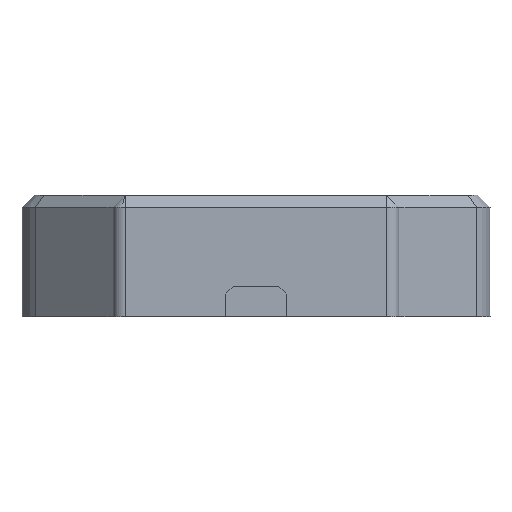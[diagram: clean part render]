
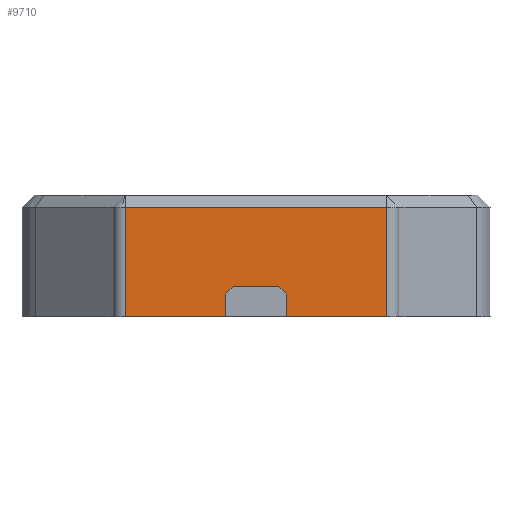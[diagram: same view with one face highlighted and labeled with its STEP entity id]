
A CAD part, left-side view. The second image highlights one B-rep face of the part: STEP entity #9710.
In plain terms, the highlighted planar face has unit normal (-1, 0, 0).
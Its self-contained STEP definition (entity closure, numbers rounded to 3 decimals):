
#848=FACE_OUTER_BOUND('',#1403,.T.);
#1403=EDGE_LOOP('',(#6444,#6445,#6446,#6447,#6448,#6449,#6450,#6451,#6452,
#6453));
#2001=LINE('',#12318,#2974);
#2005=LINE('',#12326,#2978);
#2008=LINE('',#12332,#2981);
#2011=LINE('',#12339,#2984);
#2015=LINE('',#12346,#2988);
#2017=LINE('',#12350,#2990);
#2018=LINE('',#12352,#2991);
#2019=LINE('',#12354,#2992);
#2020=LINE('',#12356,#2993);
#2021=LINE('',#12357,#2994);
#2974=VECTOR('',#10633,10.);
#2978=VECTOR('',#10639,10.);
#2981=VECTOR('',#10644,10.);
#2984=VECTOR('',#10649,10.);
#2988=VECTOR('',#10655,10.);
#2990=VECTOR('',#10659,10.);
#2991=VECTOR('',#10660,10.);
#2992=VECTOR('',#10661,10.);
#2993=VECTOR('',#10662,10.);
#2994=VECTOR('',#10663,10.);
#3947=VERTEX_POINT('',#12316);
#3948=VERTEX_POINT('',#12317);
#3951=VERTEX_POINT('',#12325);
#3953=VERTEX_POINT('',#12331);
#3955=VERTEX_POINT('',#12337);
#3956=VERTEX_POINT('',#12338);
#3959=VERTEX_POINT('',#12349);
#3960=VERTEX_POINT('',#12351);
#3961=VERTEX_POINT('',#12353);
#3962=VERTEX_POINT('',#12355);
#4931=EDGE_CURVE('',#3947,#3948,#2001,.T.);
#4935=EDGE_CURVE('',#3948,#3951,#2005,.T.);
#4938=EDGE_CURVE('',#3951,#3953,#2008,.T.);
#4941=EDGE_CURVE('',#3955,#3956,#2011,.T.);
#4945=EDGE_CURVE('',#3956,#3947,#2015,.T.);
#4947=EDGE_CURVE('',#3959,#3953,#2017,.T.);
#4948=EDGE_CURVE('',#3960,#3959,#2018,.T.);
#4949=EDGE_CURVE('',#3961,#3960,#2019,.T.);
#4950=EDGE_CURVE('',#3962,#3961,#2020,.T.);
#4951=EDGE_CURVE('',#3955,#3962,#2021,.T.);
#6444=ORIENTED_EDGE('',*,*,#4941,.T.);
#6445=ORIENTED_EDGE('',*,*,#4945,.T.);
#6446=ORIENTED_EDGE('',*,*,#4931,.T.);
#6447=ORIENTED_EDGE('',*,*,#4935,.T.);
#6448=ORIENTED_EDGE('',*,*,#4938,.T.);
#6449=ORIENTED_EDGE('',*,*,#4947,.F.);
#6450=ORIENTED_EDGE('',*,*,#4948,.F.);
#6451=ORIENTED_EDGE('',*,*,#4949,.F.);
#6452=ORIENTED_EDGE('',*,*,#4950,.F.);
#6453=ORIENTED_EDGE('',*,*,#4951,.F.);
#9415=PLANE('',#10279);
#9710=ADVANCED_FACE('',(#848),#9415,.T.);
#10279=AXIS2_PLACEMENT_3D('',#12348,#10657,#10658);
#10633=DIRECTION('',(0.,-1.,0.));
#10639=DIRECTION('',(0.,-0.707,-0.707));
#10644=DIRECTION('',(0.,0.,-1.));
#10649=DIRECTION('',(0.,0.,1.));
#10655=DIRECTION('',(0.,-0.707,0.707));
#10657=DIRECTION('center_axis',(-1.,0.,0.));
#10658=DIRECTION('ref_axis',(0.,-1.,0.));
#10659=DIRECTION('',(0.,1.,0.));
#10660=DIRECTION('',(0.,0.,-1.));
#10661=DIRECTION('',(0.,-1.,0.));
#10662=DIRECTION('',(0.,0.,1.));
#10663=DIRECTION('',(0.,1.,0.));
#12316=CARTESIAN_POINT('',(-2.,25.25,-14.8));
#12317=CARTESIAN_POINT('',(-2.,17.75,-14.8));
#12318=CARTESIAN_POINT('',(-2.,30.375,-14.8));
#12325=CARTESIAN_POINT('',(-2.,16.5,-16.05));
#12326=CARTESIAN_POINT('',(-2.,27.138,-5.413));
#12331=CARTESIAN_POINT('',(-2.,16.5,-19.8));
#12332=CARTESIAN_POINT('',(-2.,16.5,-9.9));
#12337=CARTESIAN_POINT('',(-2.,26.5,-19.8));
#12338=CARTESIAN_POINT('',(-2.,26.5,-16.05));
#12339=CARTESIAN_POINT('',(-2.,26.5,-8.025));
#12346=CARTESIAN_POINT('',(-2.,25.988,-15.538));
#12348=CARTESIAN_POINT('Origin',(-2.,43.,0.));
#12349=CARTESIAN_POINT('',(-2.,0.,-19.8));
#12350=CARTESIAN_POINT('',(-2.,32.25,-19.8));
#12351=CARTESIAN_POINT('',(-2.,0.,-1.8));
#12352=CARTESIAN_POINT('',(-2.,0.,0.));
#12353=CARTESIAN_POINT('',(-2.,43.,-1.8));
#12354=CARTESIAN_POINT('',(-2.,32.25,-1.8));
#12355=CARTESIAN_POINT('',(-2.,43.,-19.8));
#12356=CARTESIAN_POINT('',(-2.,43.,0.));
#12357=CARTESIAN_POINT('',(-2.,32.25,-19.8));
